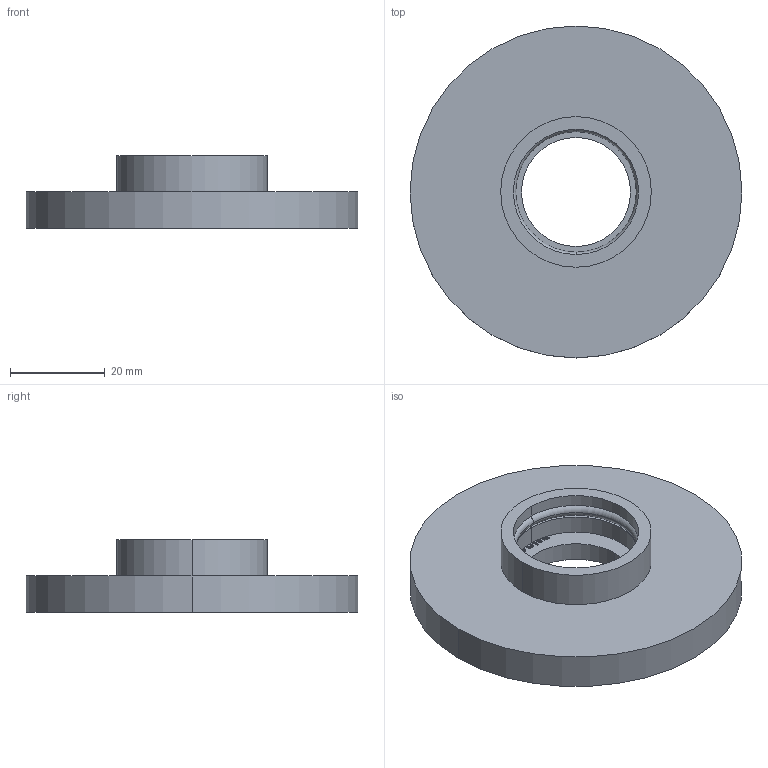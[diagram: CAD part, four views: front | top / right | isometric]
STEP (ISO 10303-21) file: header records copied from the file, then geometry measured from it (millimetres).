
FILE_DESCRIPTION((''),'2;1');
FILE_NAME('4639B_ASM','2015-09-01T',('rsmith'),(''),'PRO/ENGINEER BY PARAMETRIC TECHNOLOGY CORPORATION, 2013150','PRO/ENGINEER BY PARAMETRIC TECHNOLOGY CORPORATION, 2013150','');
FILE_SCHEMA(('CONFIG_CONTROL_DESIGN'));
Length unit declared in the file: inch
Products named in the file (4): 0239MP; 40447; 91073; 4639B_ASM
Assembly tree (3 placements, depth 2):
  4639B_ASM
    0239MP
    40447
    91073
Bounding box: 70 x 70 x 15.24 mm (x, y, z)
Volume: 22216.2 mm3; surface area: 26230.1 mm2
Topology: 3 solids, 4 shells, 537 faces, 1310 edges, 793 vertices
Faces by surface type: cylinder 259, plane 250, bspline 14, torus 8, cone 6
Entity records: 18973 total; most frequent: CARTESIAN_POINT 6898, ORIENTED_EDGE 2616, DIRECTION 2174, EDGE_CURVE 1310, VECTOR 950, LINE 950, VERTEX_POINT 793, AXIS2_PLACEMENT_3D 612
